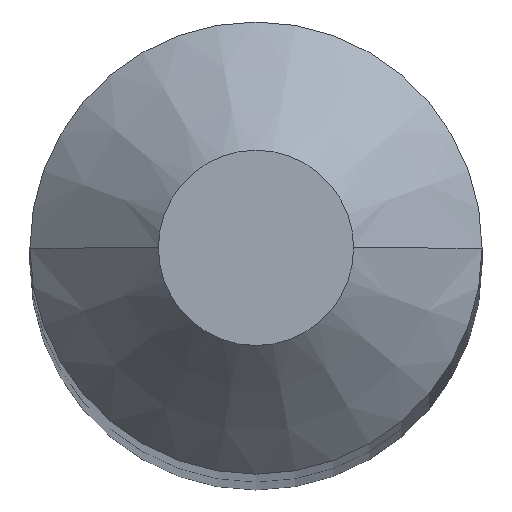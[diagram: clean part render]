
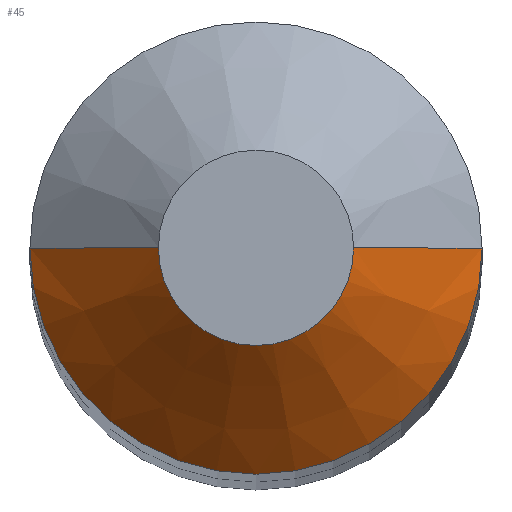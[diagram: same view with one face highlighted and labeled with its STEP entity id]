
A CAD part, top view. The second image highlights one B-rep face of the part: STEP entity #45.
In plain terms, the highlighted conical face has half-angle 45 degrees and reference radius 1.397 mm.
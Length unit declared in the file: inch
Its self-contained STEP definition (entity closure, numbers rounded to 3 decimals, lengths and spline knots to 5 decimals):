
#1 = DIRECTION ( 'NONE',  ( 1., 0., 0. ) ) ;
#11 = EDGE_CURVE ( 'NONE', #169, #298, #188, .T. ) ;
#12 = DIRECTION ( 'NONE',  ( -1., 0., 0. ) ) ;
#43 = EDGE_CURVE ( 'NONE', #368, #298, #234, .T. ) ;
#45 = ADVANCED_FACE ( 'NONE', ( #102 ), #199, .T. ) ;
#46 = DIRECTION ( 'NONE',  ( 0., 0., -1. ) ) ;
#47 = LINE ( 'NONE', #376, #345 ) ;
#48 = DIRECTION ( 'NONE',  ( 0., 0., 1. ) ) ;
#49 = AXIS2_PLACEMENT_3D ( 'NONE', #313, #48, #260 ) ;
#62 = CARTESIAN_POINT ( 'NONE',  ( 0., 0., -0.03125 ) ) ;
#67 = ORIENTED_EDGE ( 'NONE', *, *, #319, .T. ) ;
#73 = EDGE_CURVE ( 'NONE', #211, #368, #108, .T. ) ;
#88 = AXIS2_PLACEMENT_3D ( 'NONE', #62, #274, #1 ) ;
#102 = FACE_OUTER_BOUND ( 'NONE', #326, .T. ) ;
#108 = CIRCLE ( 'NONE', #49, 0.02375 ) ;
#110 = DIRECTION ( 'NONE',  ( -0.707, 0., -0.707 ) ) ;
#119 = ORIENTED_EDGE ( 'NONE', *, *, #43, .F. ) ;
#150 = CARTESIAN_POINT ( 'NONE',  ( -0.055, 0., -0.03125 ) ) ;
#158 = CARTESIAN_POINT ( 'NONE',  ( 0.055, 0., -0.03125 ) ) ;
#163 = CARTESIAN_POINT ( 'NONE',  ( 0.055, 0., -0.03125 ) ) ;
#169 = VERTEX_POINT ( 'NONE', #150 ) ;
#170 = ORIENTED_EDGE ( 'NONE', *, *, #11, .T. ) ;
#173 = CARTESIAN_POINT ( 'NONE',  ( -0.02375, 0., 0. ) ) ;
#188 = CIRCLE ( 'NONE', #88, 0.055 ) ;
#190 = CARTESIAN_POINT ( 'NONE',  ( 0., 0., -0.03125 ) ) ;
#194 = CARTESIAN_POINT ( 'NONE',  ( 0.02375, 0., 0. ) ) ;
#199 = CONICAL_SURFACE ( 'NONE', #235, 0.055, 0.785 ) ;
#208 = VECTOR ( 'NONE', #372, 39.37008 ) ;
#211 = VERTEX_POINT ( 'NONE', #173 ) ;
#234 = LINE ( 'NONE', #163, #208 ) ;
#235 = AXIS2_PLACEMENT_3D ( 'NONE', #190, #46, #12 ) ;
#260 = DIRECTION ( 'NONE',  ( 1., 0., 0. ) ) ;
#274 = DIRECTION ( 'NONE',  ( 0., 0., 1. ) ) ;
#276 = ORIENTED_EDGE ( 'NONE', *, *, #73, .F. ) ;
#298 = VERTEX_POINT ( 'NONE', #158 ) ;
#313 = CARTESIAN_POINT ( 'NONE',  ( 0., 0., 0. ) ) ;
#319 = EDGE_CURVE ( 'NONE', #211, #169, #47, .T. ) ;
#326 = EDGE_LOOP ( 'NONE', ( #119, #276, #67, #170 ) ) ;
#345 = VECTOR ( 'NONE', #110, 39.37008 ) ;
#368 = VERTEX_POINT ( 'NONE', #194 ) ;
#372 = DIRECTION ( 'NONE',  ( 0.707, 0., -0.707 ) ) ;
#376 = CARTESIAN_POINT ( 'NONE',  ( -0.055, 0., -0.03125 ) ) ;
